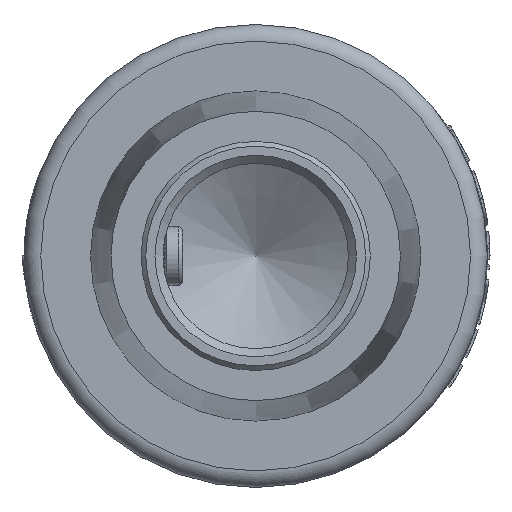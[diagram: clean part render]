
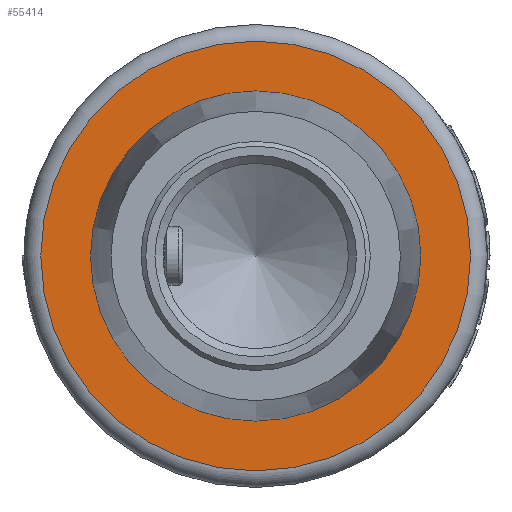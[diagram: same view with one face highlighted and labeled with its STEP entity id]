
A CAD part, left-side view. The second image highlights one B-rep face of the part: STEP entity #55414.
In plain terms, the highlighted planar face has unit normal (-1, 0, 0).
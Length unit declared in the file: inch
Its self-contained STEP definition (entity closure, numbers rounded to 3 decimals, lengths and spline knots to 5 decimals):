
#3004 = DIRECTION ( 'NONE',  ( -1., 0., 0. ) ) ;
#13657 = DIRECTION ( 'NONE',  ( -1., 0., 0. ) ) ;
#22729 = CIRCLE ( 'NONE', #151192, 0.797 ) ;
#27382 = PLANE ( 'NONE',  #145278 ) ;
#29762 = CARTESIAN_POINT ( 'NONE',  ( -0.74071, 0., 0. ) ) ;
#41754 = DIRECTION ( 'NONE',  ( -1., 0., 0. ) ) ;
#50146 = VERTEX_POINT ( 'NONE', #51049 ) ;
#51049 = CARTESIAN_POINT ( 'NONE',  ( -0.74071, 0., 0.797 ) ) ;
#55414 = ADVANCED_FACE ( 'NONE', ( #71291, #127890 ), #27382, .T. ) ;
#55415 = EDGE_LOOP ( 'NONE', ( #159342 ) ) ;
#59247 = EDGE_LOOP ( 'NONE', ( #161712 ) ) ;
#59801 = VERTEX_POINT ( 'NONE', #171345 ) ;
#62048 = EDGE_CURVE ( 'NONE', #50146, #50146, #22729, .T. ) ;
#71291 = FACE_OUTER_BOUND ( 'NONE', #55415, .T. ) ;
#114255 = DIRECTION ( 'NONE',  ( 0., 0., 1. ) ) ;
#117349 = DIRECTION ( 'NONE',  ( 0., 0., 1. ) ) ;
#127890 = FACE_BOUND ( 'NONE', #59247, .T. ) ;
#138928 = CARTESIAN_POINT ( 'NONE',  ( -0.74071, 0., 0.859 ) ) ;
#145278 = AXIS2_PLACEMENT_3D ( 'NONE', #138928, #13657, #114255 ) ;
#151192 = AXIS2_PLACEMENT_3D ( 'NONE', #173870, #3004, #117349 ) ;
#151191 = AXIS2_PLACEMENT_3D ( 'NONE', #29762, #41754, #180539 ) ;
#159342 = ORIENTED_EDGE ( 'NONE', *, *, #62048, .T. ) ;
#161712 = ORIENTED_EDGE ( 'NONE', *, *, #176495, .F. ) ;
#171345 = CARTESIAN_POINT ( 'NONE',  ( -0.74071, 0., 0.6125 ) ) ;
#173870 = CARTESIAN_POINT ( 'NONE',  ( -0.74071, 0., 0. ) ) ;
#176495 = EDGE_CURVE ( 'NONE', #59801, #59801, #180284, .T. ) ;
#180284 = CIRCLE ( 'NONE', #151191, 0.6125 ) ;
#180539 = DIRECTION ( 'NONE',  ( 0., 0., 1. ) ) ;
